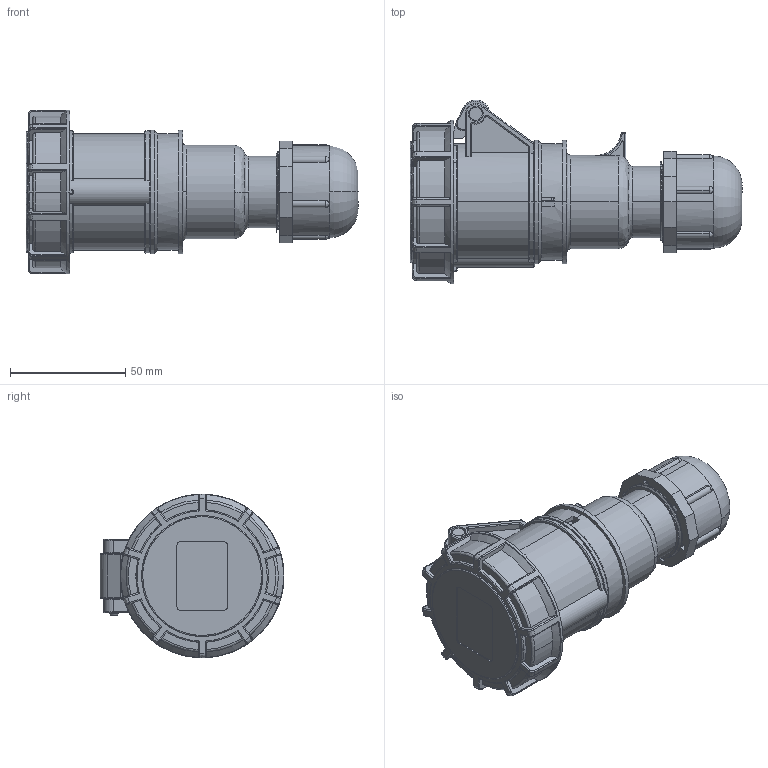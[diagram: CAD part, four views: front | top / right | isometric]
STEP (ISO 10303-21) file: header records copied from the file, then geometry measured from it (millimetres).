
FILE_DESCRIPTION (( 'STEP AP214' ), '1' );
FILE_NAME ('DEP2-2132.STEP', '2025-01-05T06:12:28', ( '' ), ( '' ), 'SwSTEP 2.0', 'SolidWorks 2022', '' );
FILE_SCHEMA (( 'AUTOMOTIVE_DESIGN' ));
Length unit declared in the file: millimetre
Products named in the file (1): DEP2-2132
Bounding box: 144.01 x 79.78 x 71 mm (x, y, z)
Surface area: 49585.5 mm2 (no closed solid volume)
Topology: 0 solids, 29 shells, 649 faces, 2319 edges, 1639 vertices
Faces by surface type: cylinder 255, bspline 189, plane 187, cone 14, torus 4
Entity records: 46341 total; most frequent: CARTESIAN_POINT 22288, ORIENTED_EDGE 3726, DIRECTION 2734, EDGE_CURVE 2283, VERTEX_POINT 1638, AXIS2_PLACEMENT_3D 931, VECTOR 872, LINE 872
